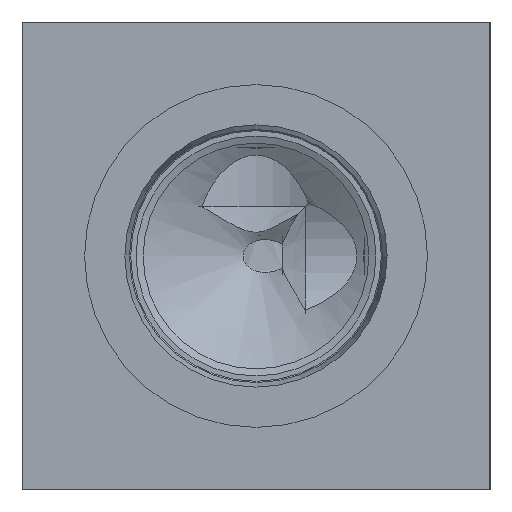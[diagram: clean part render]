
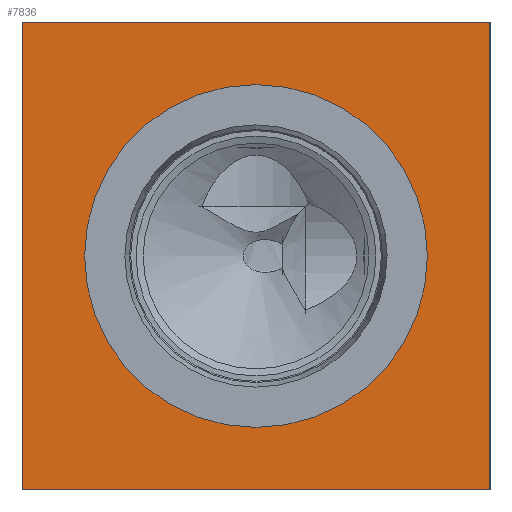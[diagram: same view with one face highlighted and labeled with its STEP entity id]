
A CAD part, left-side view. The second image highlights one B-rep face of the part: STEP entity #7836.
In plain terms, the highlighted planar face has unit normal (-1, 0, 0).
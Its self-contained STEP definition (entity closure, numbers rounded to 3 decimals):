
#220=CIRCLE('',#8267,32.563);
#221=CIRCLE('',#8268,32.563);
#275=FACE_BOUND('',#1489,.T.);
#1044=FACE_OUTER_BOUND('',#1488,.T.);
#1488=EDGE_LOOP('',(#6870,#6871,#6872,#6873));
#1489=EDGE_LOOP('',(#6874,#6875));
#1761=LINE('',#12161,#2457);
#2197=LINE('',#13802,#2893);
#2198=LINE('',#13803,#2894);
#2199=LINE('',#13804,#2895);
#2457=VECTOR('',#8667,10.);
#2893=VECTOR('',#9825,10.);
#2894=VECTOR('',#9826,10.);
#2895=VECTOR('',#9827,10.);
#3207=VERTEX_POINT('',#12154);
#3210=VERTEX_POINT('',#12159);
#3615=VERTEX_POINT('',#13771);
#3616=VERTEX_POINT('',#13772);
#3625=VERTEX_POINT('',#13800);
#3626=VERTEX_POINT('',#13801);
#4096=EDGE_CURVE('',#3210,#3207,#1761,.T.);
#4701=EDGE_CURVE('',#3615,#3616,#220,.T.);
#4702=EDGE_CURVE('',#3616,#3615,#221,.T.);
#4715=EDGE_CURVE('',#3625,#3626,#2197,.T.);
#4716=EDGE_CURVE('',#3626,#3207,#2198,.T.);
#4717=EDGE_CURVE('',#3625,#3210,#2199,.T.);
#6870=ORIENTED_EDGE('',*,*,#4715,.T.);
#6871=ORIENTED_EDGE('',*,*,#4716,.T.);
#6872=ORIENTED_EDGE('',*,*,#4096,.F.);
#6873=ORIENTED_EDGE('',*,*,#4717,.F.);
#6874=ORIENTED_EDGE('',*,*,#4701,.T.);
#6875=ORIENTED_EDGE('',*,*,#4702,.T.);
#7135=PLANE('',#8281);
#7836=ADVANCED_FACE('',(#1044,#275),#7135,.T.);
#8267=AXIS2_PLACEMENT_3D('',#13773,#9791,#9792);
#8268=AXIS2_PLACEMENT_3D('',#13774,#9793,#9794);
#8281=AXIS2_PLACEMENT_3D('',#13799,#9823,#9824);
#8667=DIRECTION('',(0.,-1.,0.));
#9791=DIRECTION('center_axis',(1.,0.,0.));
#9792=DIRECTION('ref_axis',(0.,0.,1.));
#9793=DIRECTION('center_axis',(1.,0.,0.));
#9794=DIRECTION('ref_axis',(0.,0.,1.));
#9823=DIRECTION('center_axis',(-1.,0.,0.));
#9824=DIRECTION('ref_axis',(0.,-1.,0.));
#9825=DIRECTION('',(0.,-1.,0.));
#9826=DIRECTION('',(0.,0.,1.));
#9827=DIRECTION('',(0.,0.,1.));
#12154=CARTESIAN_POINT('',(0.,0.,88.9));
#12159=CARTESIAN_POINT('',(0.,88.9,88.9));
#12161=CARTESIAN_POINT('',(0.,88.9,88.9));
#13771=CARTESIAN_POINT('',(0.,44.45,77.013));
#13772=CARTESIAN_POINT('',(0.,44.45,11.887));
#13773=CARTESIAN_POINT('Origin',(0.,44.45,44.45));
#13774=CARTESIAN_POINT('Origin',(0.,44.45,44.45));
#13799=CARTESIAN_POINT('Origin',(0.,88.9,0.));
#13800=CARTESIAN_POINT('',(0.,88.9,0.));
#13801=CARTESIAN_POINT('',(0.,0.,0.));
#13802=CARTESIAN_POINT('',(0.,88.9,0.));
#13803=CARTESIAN_POINT('',(0.,0.,0.));
#13804=CARTESIAN_POINT('',(0.,88.9,0.));
